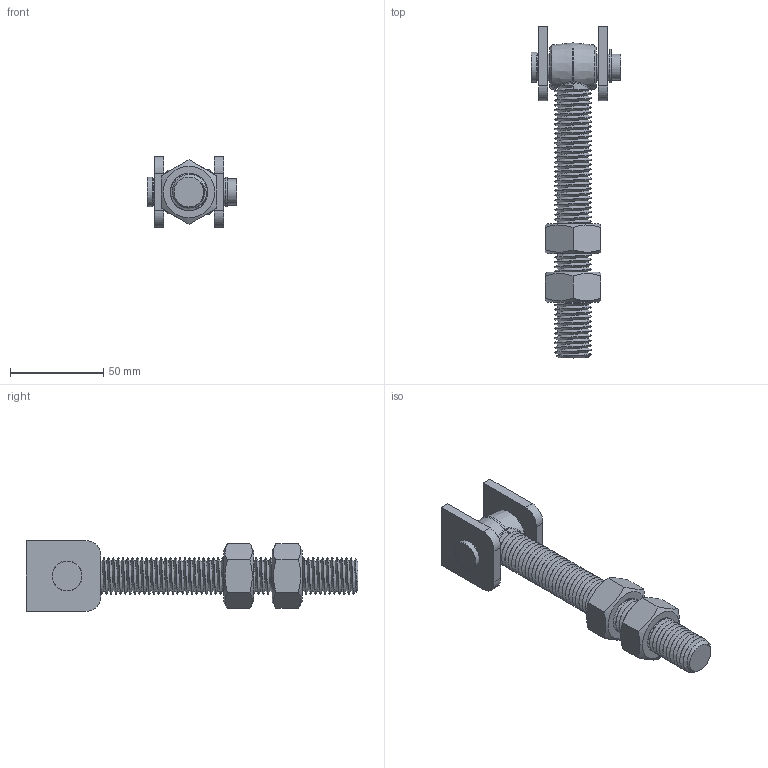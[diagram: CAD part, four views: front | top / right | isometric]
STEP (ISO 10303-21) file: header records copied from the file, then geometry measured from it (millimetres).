
FILE_DESCRIPTION(/* description */ (''),/* implementation_level */ '2;1');
FILE_NAME(/* name */ '25203SOL.stp',/* time_stamp */ '2019-08-05T14:35:12+02:00',/* author */ ('Marc'),/* organization */ (''),/* preprocessor_version */ 'ST-DEVELOPER v17.2',/* originating_system */ 'Autodesk Inventor 2019',/* authorisation */ '');
FILE_SCHEMA (('AUTOMOTIVE_DESIGN { 1 0 10303 214 3 1 1 }'));
Length unit declared in the file: millimetre
Products named in the file (6): 25203SOL; 25165-3; 25203-L; 25163-4; DIN 555-5 - M20; 25203SO-2
Assembly tree (7 placements, depth 2):
  25203SOL
    25165-3
    25203-L
    25163-4
    DIN 555-5 - M20  x2
    25203SO-2  x2
Bounding box: 48 x 178 x 38 mm (x, y, z)
Volume: 81090.8 mm3; surface area: 36479.8 mm2
Topology: 7 solids, 7 shells, 154 faces, 393 edges, 256 vertices
Faces by surface type: cylinder 83, plane 42, cone 13, bspline 11, torus 5
Full cylindrical faces by diameter (mm): 1.5 x2, 12 x1, 14 x2, 14.1 x3, 16 x1, 17.294 x2, 20 x54
Entity records: 12812 total; most frequent: CARTESIAN_POINT 9634, ORIENTED_EDGE 678, DIRECTION 513, EDGE_CURVE 339, VERTEX_POINT 220, AXIS2_PLACEMENT_3D 200, B_SPLINE_CURVE_WITH_KNOTS 148, EDGE_LOOP 145
